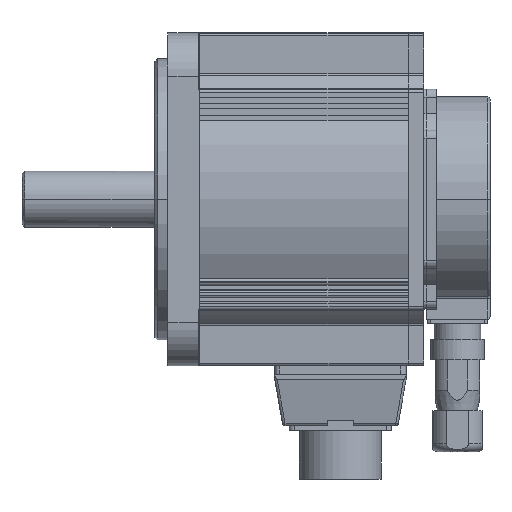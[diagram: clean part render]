
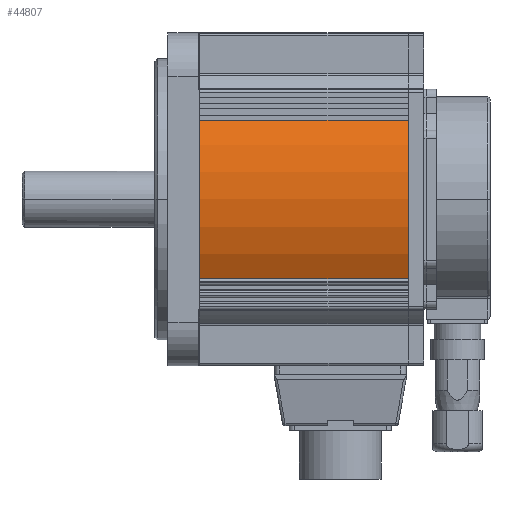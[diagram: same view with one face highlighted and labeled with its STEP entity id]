
A CAD part, top view. The second image highlights one B-rep face of the part: STEP entity #44807.
In plain terms, the highlighted cylindrical face has radius 65 mm (diameter 130 mm), a partial arc.
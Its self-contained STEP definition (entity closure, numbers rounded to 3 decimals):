
#951 = DIRECTION ( 'NONE',  ( 1., 0., 0. ) ) ;
#1043 = ORIENTED_EDGE ( 'NONE', *, *, #51806, .T. ) ;
#1705 = LINE ( 'NONE', #1990, #34521 ) ;
#1990 = CARTESIAN_POINT ( 'NONE',  ( 83.147, 30.793, 57.243 ) ) ;
#2374 = DIRECTION ( 'NONE',  ( -1., 0., 0. ) ) ;
#2929 = VERTEX_POINT ( 'NONE', #42553 ) ;
#4380 = DIRECTION ( 'NONE',  ( 1., 0., 0. ) ) ;
#5214 = CARTESIAN_POINT ( 'NONE',  ( 83.147, -31.206, 57.019 ) ) ;
#6768 = CARTESIAN_POINT ( 'NONE',  ( 1.647, -31.206, 57.019 ) ) ;
#7135 = DIRECTION ( 'NONE',  ( -1., 0., 0. ) ) ;
#7840 = VERTEX_POINT ( 'NONE', #22172 ) ;
#11793 = LINE ( 'NONE', #5214, #46481 ) ;
#12022 = CIRCLE ( 'NONE', #25222, 65. ) ;
#12828 = VERTEX_POINT ( 'NONE', #6768 ) ;
#13323 = AXIS2_PLACEMENT_3D ( 'NONE', #24546, #7135, #20894 ) ;
#14625 = FACE_OUTER_BOUND ( 'NONE', #43426, .T. ) ;
#17691 = CARTESIAN_POINT ( 'NONE',  ( 83.147, 0., 0. ) ) ;
#20894 = DIRECTION ( 'NONE',  ( 0., -1., -0.004 ) ) ;
#21208 = EDGE_CURVE ( 'NONE', #38467, #7840, #53550, .T. ) ;
#22172 = CARTESIAN_POINT ( 'NONE',  ( 83.147, -31.206, 57.019 ) ) ;
#24546 = CARTESIAN_POINT ( 'NONE',  ( 83.147, 0., 0. ) ) ;
#24988 = EDGE_CURVE ( 'NONE', #7840, #12828, #11793, .T. ) ;
#25222 = AXIS2_PLACEMENT_3D ( 'NONE', #46491, #4380, #42645 ) ;
#30312 = DIRECTION ( 'NONE',  ( 0., 1., 0.004 ) ) ;
#31071 = DIRECTION ( 'NONE',  ( -1., 0., 0. ) ) ;
#34171 = CARTESIAN_POINT ( 'NONE',  ( 83.147, 30.793, 57.243 ) ) ;
#34277 = ORIENTED_EDGE ( 'NONE', *, *, #49949, .T. ) ;
#34521 = VECTOR ( 'NONE', #2374, 1000. ) ;
#38467 = VERTEX_POINT ( 'NONE', #34171 ) ;
#41333 = ORIENTED_EDGE ( 'NONE', *, *, #24988, .F. ) ;
#42553 = CARTESIAN_POINT ( 'NONE',  ( 1.647, 30.793, 57.243 ) ) ;
#42645 = DIRECTION ( 'NONE',  ( 0., 1., 0.004 ) ) ;
#42723 = CYLINDRICAL_SURFACE ( 'NONE', #13323, 65. ) ;
#43426 = EDGE_LOOP ( 'NONE', ( #1043, #41333, #47670, #34277 ) ) ;
#43908 = AXIS2_PLACEMENT_3D ( 'NONE', #17691, #951, #30312 ) ;
#44807 = ADVANCED_FACE ( 'NONE', ( #14625 ), #42723, .T. ) ;
#46481 = VECTOR ( 'NONE', #31071, 1000. ) ;
#46491 = CARTESIAN_POINT ( 'NONE',  ( 1.647, 0., 0. ) ) ;
#47670 = ORIENTED_EDGE ( 'NONE', *, *, #21208, .F. ) ;
#49949 = EDGE_CURVE ( 'NONE', #38467, #2929, #1705, .T. ) ;
#51806 = EDGE_CURVE ( 'NONE', #2929, #12828, #12022, .T. ) ;
#53550 = CIRCLE ( 'NONE', #43908, 65. ) ;
